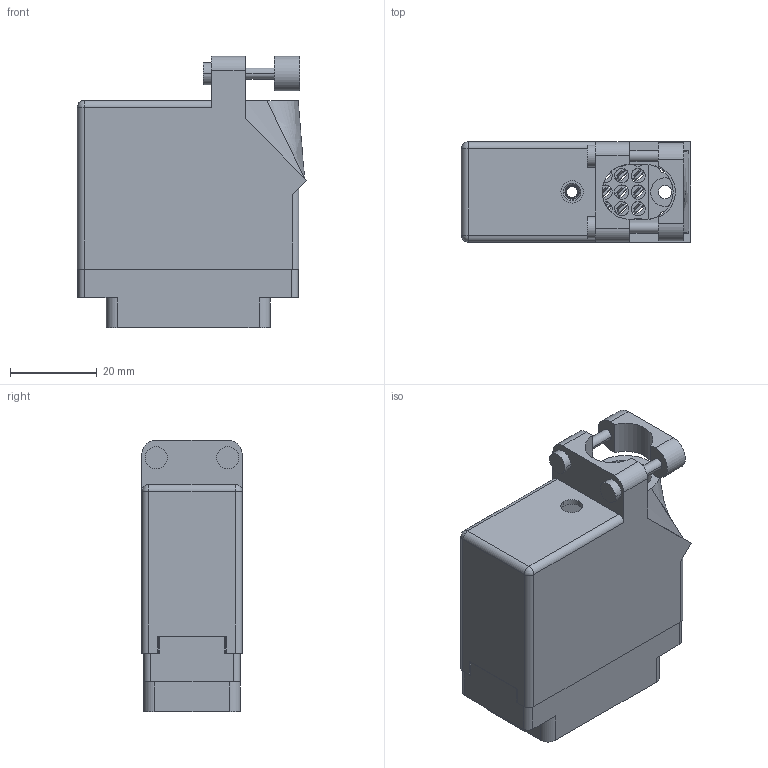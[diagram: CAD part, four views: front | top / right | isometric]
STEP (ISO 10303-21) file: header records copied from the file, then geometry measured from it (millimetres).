
FILE_DESCRIPTION (( 'STEP AP203' ), '1' );
FILE_NAME ('519-036-500-316.STEP', '2020-03-02T21:50:19', ( '' ), ( '' ), 'SwSTEP 2.0', 'SolidWorks 2016', '' );
FILE_SCHEMA (( 'CONFIG_CONTROL_DESIGN' ));
Length unit declared in the file: inch
Products named in the file (5): 516-292-001_500 Contact; 516-252-035-100_516-252-035-100; 519 Plug Insulator_036; 519-036-500-316; 516-230-001_Plastic - 038 Top Entry
Assembly tree (39 placements, depth 2):
  519-036-500-316
    519 Plug Insulator_036
    516-292-001_500 Contact  x36
    516-252-035-100_516-252-035-100
    516-230-001_Plastic - 038 Top Entry
Bounding box: 52.85 x 23.11 x 62.48 mm (x, y, z)
Volume: 21032.7 mm3; surface area: 32325.5 mm2
Topology: 39 solids, 39 shells, 3715 faces, 10753 edges, 7138 vertices
Faces by surface type: plane 2211, cylinder 1265, bspline 225, cone 12, sphere 2
Entity records: 39088 total; most frequent: CARTESIAN_POINT 9000, ORIENTED_EDGE 6102, DIRECTION 5890, EDGE_CURVE 3051, VECTOR 2200, LINE 2200, VERTEX_POINT 2028, AXIS2_PLACEMENT_3D 1845
